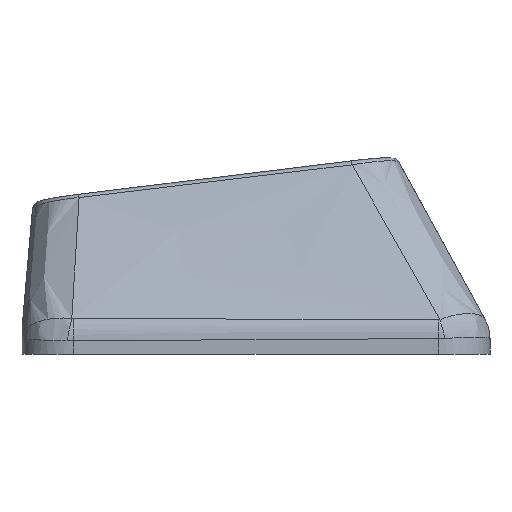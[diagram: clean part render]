
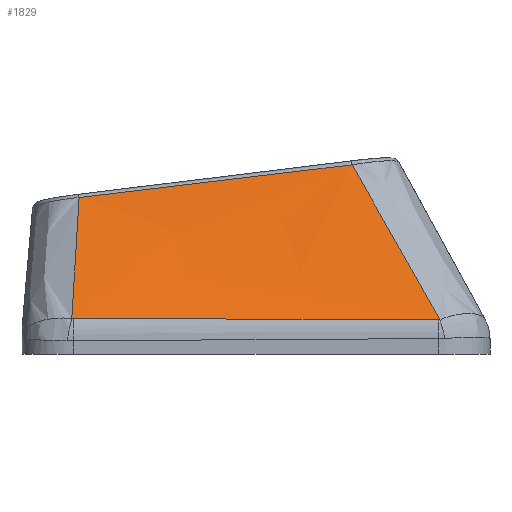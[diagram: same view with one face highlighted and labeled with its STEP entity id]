
A CAD part, left-side view. The second image highlights one B-rep face of the part: STEP entity #1829.
In plain terms, the highlighted free-form (B-spline) face has degree [3, 3] with [4, 4] control points.
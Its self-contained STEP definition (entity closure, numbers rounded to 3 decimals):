
#31=B_SPLINE_SURFACE_WITH_KNOTS('',3,3,((#3761,#3762,#3763,#3764),(#3765,
#3766,#3767,#3768),(#3769,#3770,#3771,#3772),(#3773,#3774,#3775,#3776)),
 .UNSPECIFIED.,.F.,.F.,.F.,(4,4),(4,4),(0.097,0.894),
(0.025,0.948),.UNSPECIFIED.);
#450=FACE_OUTER_BOUND('',#562,.T.);
#562=EDGE_LOOP('',(#1525,#1526,#1527,#1528,#1529,#1530));
#678=B_SPLINE_CURVE_WITH_KNOTS('',3,(#3439,#3440,#3441,#3442),
 .UNSPECIFIED.,.F.,.F.,(4,4),(0.,0.006),
 .UNSPECIFIED.);
#680=B_SPLINE_CURVE_WITH_KNOTS('',3,(#3466,#3467,#3468,#3469),
 .UNSPECIFIED.,.F.,.F.,(4,4),(0.,1.416),.UNSPECIFIED.);
#682=B_SPLINE_CURVE_WITH_KNOTS('',3,(#3493,#3494,#3495,#3496),
 .UNSPECIFIED.,.F.,.F.,(4,4),(0.,0.006),
 .UNSPECIFIED.);
#697=B_SPLINE_CURVE_WITH_KNOTS('',3,(#3778,#3779,#3780,#3781),
 .UNSPECIFIED.,.F.,.F.,(4,4),(0.02,0.788),
 .UNSPECIFIED.);
#698=B_SPLINE_CURVE_WITH_KNOTS('',3,(#3783,#3784,#3785,#3786),
 .UNSPECIFIED.,.F.,.F.,(4,4),(-1.067,0.),.UNSPECIFIED.);
#699=B_SPLINE_CURVE_WITH_KNOTS('',3,(#3787,#3788,#3789,#3790),
 .UNSPECIFIED.,.F.,.F.,(4,4),(-0.592,-0.017),
 .UNSPECIFIED.);
#857=VERTEX_POINT('',#3401);
#859=VERTEX_POINT('',#3432);
#861=VERTEX_POINT('',#3459);
#863=VERTEX_POINT('',#3486);
#879=VERTEX_POINT('',#3777);
#880=VERTEX_POINT('',#3782);
#1090=EDGE_CURVE('',#857,#859,#678,.T.);
#1093=EDGE_CURVE('',#859,#861,#680,.T.);
#1096=EDGE_CURVE('',#861,#863,#682,.T.);
#1120=EDGE_CURVE('',#879,#857,#697,.T.);
#1121=EDGE_CURVE('',#880,#879,#698,.T.);
#1122=EDGE_CURVE('',#863,#880,#699,.T.);
#1525=ORIENTED_EDGE('',*,*,#1096,.F.);
#1526=ORIENTED_EDGE('',*,*,#1093,.F.);
#1527=ORIENTED_EDGE('',*,*,#1090,.F.);
#1528=ORIENTED_EDGE('',*,*,#1120,.F.);
#1529=ORIENTED_EDGE('',*,*,#1121,.F.);
#1530=ORIENTED_EDGE('',*,*,#1122,.F.);
#1829=ADVANCED_FACE('',(#450),#31,.T.);
#3401=CARTESIAN_POINT('',(-20.793,-7.139,0.347));
#3432=CARTESIAN_POINT('',(-20.797,-7.077,0.34));
#3439=CARTESIAN_POINT('Ctrl Pts',(-20.793,-7.139,0.347));
#3440=CARTESIAN_POINT('Ctrl Pts',(-20.795,-7.119,0.342));
#3441=CARTESIAN_POINT('Ctrl Pts',(-20.797,-7.098,0.34));
#3442=CARTESIAN_POINT('Ctrl Pts',(-20.797,-7.077,0.34));
#3459=CARTESIAN_POINT('',(-20.712,7.087,0.389));
#3466=CARTESIAN_POINT('Ctrl Pts',(-20.797,-7.077,0.34));
#3467=CARTESIAN_POINT('Ctrl Pts',(-20.775,-2.356,0.355));
#3468=CARTESIAN_POINT('Ctrl Pts',(-20.748,2.365,0.372));
#3469=CARTESIAN_POINT('Ctrl Pts',(-20.712,7.087,0.389));
#3486=CARTESIAN_POINT('',(-20.708,7.148,0.395));
#3493=CARTESIAN_POINT('Ctrl Pts',(-20.712,7.087,0.389));
#3494=CARTESIAN_POINT('Ctrl Pts',(-20.712,7.107,0.389));
#3495=CARTESIAN_POINT('Ctrl Pts',(-20.71,7.128,0.391));
#3496=CARTESIAN_POINT('Ctrl Pts',(-20.708,7.148,0.395));
#3761=CARTESIAN_POINT('Ctrl Pts',(-17.41,-4.115,6.397));
#3762=CARTESIAN_POINT('Ctrl Pts',(-18.539,-5.124,4.378));
#3763=CARTESIAN_POINT('Ctrl Pts',(-19.668,-6.133,2.359));
#3764=CARTESIAN_POINT('Ctrl Pts',(-20.797,-7.142,0.34));
#3765=CARTESIAN_POINT('Ctrl Pts',(-17.41,-0.361,
5.951));
#3766=CARTESIAN_POINT('Ctrl Pts',(-18.539,-1.034,4.073));
#3767=CARTESIAN_POINT('Ctrl Pts',(-19.668,-1.706,2.195));
#3768=CARTESIAN_POINT('Ctrl Pts',(-20.797,-2.379,0.316));
#3769=CARTESIAN_POINT('Ctrl Pts',(-17.41,3.394,5.505));
#3770=CARTESIAN_POINT('Ctrl Pts',(-18.539,3.057,3.767));
#3771=CARTESIAN_POINT('Ctrl Pts',(-19.668,2.721,2.03));
#3772=CARTESIAN_POINT('Ctrl Pts',(-20.797,2.384,0.293));
#3773=CARTESIAN_POINT('Ctrl Pts',(-17.41,7.148,5.058));
#3774=CARTESIAN_POINT('Ctrl Pts',(-18.539,7.148,3.462));
#3775=CARTESIAN_POINT('Ctrl Pts',(-19.668,7.148,1.865));
#3776=CARTESIAN_POINT('Ctrl Pts',(-20.797,7.148,0.269));
#3777=CARTESIAN_POINT('',(-17.41,-3.729,6.351));
#3778=CARTESIAN_POINT('Ctrl Pts',(-17.41,-3.729,6.351));
#3779=CARTESIAN_POINT('Ctrl Pts',(-18.545,-4.872,4.356));
#3780=CARTESIAN_POINT('Ctrl Pts',(-19.671,-6.008,2.353));
#3781=CARTESIAN_POINT('Ctrl Pts',(-20.793,-7.139,0.347));
#3782=CARTESIAN_POINT('',(-17.416,6.864,5.084));
#3783=CARTESIAN_POINT('Ctrl Pts',(-17.416,6.864,5.084));
#3784=CARTESIAN_POINT('Ctrl Pts',(-17.415,3.333,5.504));
#3785=CARTESIAN_POINT('Ctrl Pts',(-17.413,-0.198,
5.927));
#3786=CARTESIAN_POINT('Ctrl Pts',(-17.41,-3.729,6.351));
#3787=CARTESIAN_POINT('Ctrl Pts',(-20.708,7.148,0.395));
#3788=CARTESIAN_POINT('Ctrl Pts',(-19.605,7.045,1.955));
#3789=CARTESIAN_POINT('Ctrl Pts',(-18.507,6.949,3.518));
#3790=CARTESIAN_POINT('Ctrl Pts',(-17.416,6.864,5.084));
